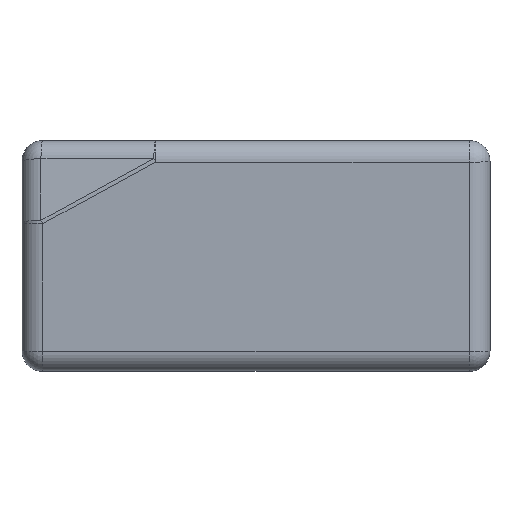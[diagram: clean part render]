
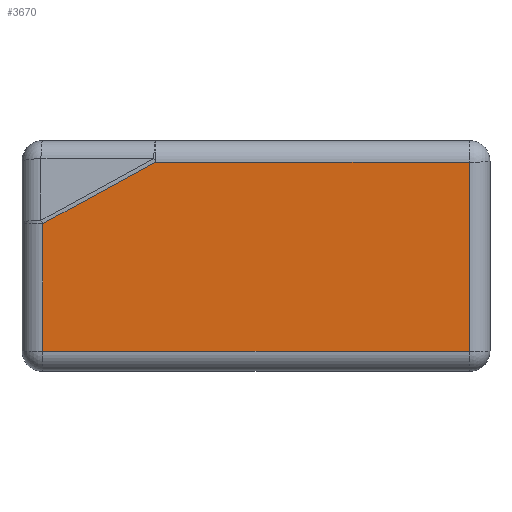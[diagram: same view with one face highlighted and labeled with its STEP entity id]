
A CAD part, top view. The second image highlights one B-rep face of the part: STEP entity #3670.
In plain terms, the highlighted planar face has unit normal (0, -0.04, 0.999).
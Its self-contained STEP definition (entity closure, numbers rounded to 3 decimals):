
#128 = CYLINDRICAL_SURFACE('',#129,6.765);
#129 = AXIS2_PLACEMENT_3D('',#130,#131,#132);
#130 = CARTESIAN_POINT('',(55.,-6.765,10.959));
#131 = DIRECTION('',(1.,0.,0.));
#132 = DIRECTION('',(0.,-0.04,0.999));
#1402 = VERTEX_POINT('',#1403);
#1403 = CARTESIAN_POINT('',(43.428,-7.035,
    17.719));
#1427 = VERTEX_POINT('',#1428);
#1428 = CARTESIAN_POINT('',(145.235,-7.035,17.719));
#1450 = EDGE_CURVE('',#1402,#1427,#1451,.T.);
#1451 = SURFACE_CURVE('',#1452,(#1456,#1463),.PCURVE_S1.);
#1452 = LINE('',#1453,#1454);
#1453 = CARTESIAN_POINT('',(55.,-7.035,17.719));
#1454 = VECTOR('',#1455,1.);
#1455 = DIRECTION('',(1.,0.,0.));
#1456 = PCURVE('',#128,#1457);
#1457 = DEFINITIONAL_REPRESENTATION('',(#1458),#1462);
#1458 = LINE('',#1459,#1460);
#1459 = CARTESIAN_POINT('',(-0.,0.));
#1460 = VECTOR('',#1461,1.);
#1461 = DIRECTION('',(-0.,1.));
#1462 = ( GEOMETRIC_REPRESENTATION_CONTEXT(2) 
PARAMETRIC_REPRESENTATION_CONTEXT() REPRESENTATION_CONTEXT('2D SPACE',''
  ) );
#1463 = PCURVE('',#1464,#1469);
#1464 = PLANE('',#1465);
#1465 = AXIS2_PLACEMENT_3D('',#1466,#1467,#1468);
#1466 = CARTESIAN_POINT('',(0.,-75.,15.));
#1467 = DIRECTION('',(0.,-0.04,0.999));
#1468 = DIRECTION('',(0.,0.999,0.04));
#1469 = DEFINITIONAL_REPRESENTATION('',(#1470),#1474);
#1470 = LINE('',#1471,#1472);
#1471 = CARTESIAN_POINT('',(68.019,-55.));
#1472 = VECTOR('',#1473,1.);
#1473 = DIRECTION('',(0.,-1.));
#1474 = ( GEOMETRIC_REPRESENTATION_CONTEXT(2) 
PARAMETRIC_REPRESENTATION_CONTEXT() REPRESENTATION_CONTEXT('2D SPACE',''
  ) );
#1525 = CYLINDRICAL_SURFACE('',#1526,6.765);
#1526 = AXIS2_PLACEMENT_3D('',#1527,#1528,#1529);
#1527 = CARTESIAN_POINT('',(6.765,-74.73,8.24));
#1528 = DIRECTION('',(0.,0.999,0.04));
#1529 = DIRECTION('',(0.,-0.04,0.999));
#1579 = CYLINDRICAL_SURFACE('',#1580,6.765);
#1580 = AXIS2_PLACEMENT_3D('',#1581,#1582,#1583);
#1581 = CARTESIAN_POINT('',(145.235,-74.73,8.24));
#1582 = DIRECTION('',(0.,0.999,0.04));
#1583 = DIRECTION('',(0.,-0.04,0.999));
#1741 = CYLINDRICAL_SURFACE('',#1742,6.765);
#1742 = AXIS2_PLACEMENT_3D('',#1743,#1744,#1745);
#1743 = CARTESIAN_POINT('',(0.,-68.235,8.5));
#1744 = DIRECTION('',(1.,0.,0.));
#1745 = DIRECTION('',(0.,-1.,0.));
#3611 = CYLINDRICAL_SURFACE('',#3612,6.765);
#3612 = AXIS2_PLACEMENT_3D('',#3613,#3614,#3615);
#3613 = CARTESIAN_POINT('',(0.307,-30.267,
    10.019));
#3614 = DIRECTION('',(0.878,0.478,0.019)
  );
#3615 = DIRECTION('',(0.,-0.04,
    0.999));
#3670 = ADVANCED_FACE('',(#3671),#1464,.T.);
#3671 = FACE_BOUND('',#3672,.T.);
#3672 = EDGE_LOOP('',(#3673,#3698,#3721,#3742,#3743));
#3673 = ORIENTED_EDGE('',*,*,#3674,.F.);
#3674 = EDGE_CURVE('',#3675,#3677,#3679,.T.);
#3675 = VERTEX_POINT('',#3676);
#3676 = CARTESIAN_POINT('',(6.765,-68.505,15.26));
#3677 = VERTEX_POINT('',#3678);
#3678 = CARTESIAN_POINT('',(6.765,-27.018,16.919));
#3679 = SURFACE_CURVE('',#3680,(#3684,#3691),.PCURVE_S1.);
#3680 = LINE('',#3681,#3682);
#3681 = CARTESIAN_POINT('',(6.765,-75.,15.));
#3682 = VECTOR('',#3683,1.);
#3683 = DIRECTION('',(0.,0.999,0.04));
#3684 = PCURVE('',#1464,#3685);
#3685 = DEFINITIONAL_REPRESENTATION('',(#3686),#3690);
#3686 = LINE('',#3687,#3688);
#3687 = CARTESIAN_POINT('',(0.,-6.765));
#3688 = VECTOR('',#3689,1.);
#3689 = DIRECTION('',(1.,0.));
#3690 = ( GEOMETRIC_REPRESENTATION_CONTEXT(2) 
PARAMETRIC_REPRESENTATION_CONTEXT() REPRESENTATION_CONTEXT('2D SPACE',''
  ) );
#3691 = PCURVE('',#1525,#3692);
#3692 = DEFINITIONAL_REPRESENTATION('',(#3693),#3697);
#3693 = LINE('',#3694,#3695);
#3694 = CARTESIAN_POINT('',(-0.,0.));
#3695 = VECTOR('',#3696,1.);
#3696 = DIRECTION('',(-0.,1.));
#3697 = ( GEOMETRIC_REPRESENTATION_CONTEXT(2) 
PARAMETRIC_REPRESENTATION_CONTEXT() REPRESENTATION_CONTEXT('2D SPACE',''
  ) );
#3698 = ORIENTED_EDGE('',*,*,#3699,.T.);
#3699 = EDGE_CURVE('',#3675,#3700,#3702,.T.);
#3700 = VERTEX_POINT('',#3701);
#3701 = CARTESIAN_POINT('',(145.235,-68.505,15.26));
#3702 = SURFACE_CURVE('',#3703,(#3707,#3714),.PCURVE_S1.);
#3703 = LINE('',#3704,#3705);
#3704 = CARTESIAN_POINT('',(0.,-68.505,15.26)
  );
#3705 = VECTOR('',#3706,1.);
#3706 = DIRECTION('',(1.,0.,0.));
#3707 = PCURVE('',#1464,#3708);
#3708 = DEFINITIONAL_REPRESENTATION('',(#3709),#3713);
#3709 = LINE('',#3710,#3711);
#3710 = CARTESIAN_POINT('',(6.5,0.));
#3711 = VECTOR('',#3712,1.);
#3712 = DIRECTION('',(0.,-1.));
#3713 = ( GEOMETRIC_REPRESENTATION_CONTEXT(2) 
PARAMETRIC_REPRESENTATION_CONTEXT() REPRESENTATION_CONTEXT('2D SPACE',''
  ) );
#3714 = PCURVE('',#1741,#3715);
#3715 = DEFINITIONAL_REPRESENTATION('',(#3716),#3720);
#3716 = LINE('',#3717,#3718);
#3717 = CARTESIAN_POINT('',(-1.531,0.));
#3718 = VECTOR('',#3719,1.);
#3719 = DIRECTION('',(-0.,1.));
#3720 = ( GEOMETRIC_REPRESENTATION_CONTEXT(2) 
PARAMETRIC_REPRESENTATION_CONTEXT() REPRESENTATION_CONTEXT('2D SPACE',''
  ) );
#3721 = ORIENTED_EDGE('',*,*,#3722,.T.);
#3722 = EDGE_CURVE('',#3700,#1427,#3723,.T.);
#3723 = SURFACE_CURVE('',#3724,(#3728,#3735),.PCURVE_S1.);
#3724 = LINE('',#3725,#3726);
#3725 = CARTESIAN_POINT('',(145.235,-75.,15.));
#3726 = VECTOR('',#3727,1.);
#3727 = DIRECTION('',(0.,0.999,0.04));
#3728 = PCURVE('',#1464,#3729);
#3729 = DEFINITIONAL_REPRESENTATION('',(#3730),#3734);
#3730 = LINE('',#3731,#3732);
#3731 = CARTESIAN_POINT('',(0.,-145.235));
#3732 = VECTOR('',#3733,1.);
#3733 = DIRECTION('',(1.,0.));
#3734 = ( GEOMETRIC_REPRESENTATION_CONTEXT(2) 
PARAMETRIC_REPRESENTATION_CONTEXT() REPRESENTATION_CONTEXT('2D SPACE',''
  ) );
#3735 = PCURVE('',#1579,#3736);
#3736 = DEFINITIONAL_REPRESENTATION('',(#3737),#3741);
#3737 = LINE('',#3738,#3739);
#3738 = CARTESIAN_POINT('',(0.,0.));
#3739 = VECTOR('',#3740,1.);
#3740 = DIRECTION('',(0.,1.));
#3741 = ( GEOMETRIC_REPRESENTATION_CONTEXT(2) 
PARAMETRIC_REPRESENTATION_CONTEXT() REPRESENTATION_CONTEXT('2D SPACE',''
  ) );
#3742 = ORIENTED_EDGE('',*,*,#1450,.F.);
#3743 = ORIENTED_EDGE('',*,*,#3744,.F.);
#3744 = EDGE_CURVE('',#3677,#1402,#3745,.T.);
#3745 = SURFACE_CURVE('',#3746,(#3750,#3757),.PCURVE_S1.);
#3746 = LINE('',#3747,#3748);
#3747 = CARTESIAN_POINT('',(0.307,-30.538,
    16.778));
#3748 = VECTOR('',#3749,1.);
#3749 = DIRECTION('',(0.878,0.478,0.019)
  );
#3750 = PCURVE('',#1464,#3751);
#3751 = DEFINITIONAL_REPRESENTATION('',(#3752),#3756);
#3752 = LINE('',#3753,#3754);
#3753 = CARTESIAN_POINT('',(44.498,-0.307));
#3754 = VECTOR('',#3755,1.);
#3755 = DIRECTION('',(0.479,-0.878));
#3756 = ( GEOMETRIC_REPRESENTATION_CONTEXT(2) 
PARAMETRIC_REPRESENTATION_CONTEXT() REPRESENTATION_CONTEXT('2D SPACE',''
  ) );
#3757 = PCURVE('',#3611,#3758);
#3758 = DEFINITIONAL_REPRESENTATION('',(#3759),#3763);
#3759 = LINE('',#3760,#3761);
#3760 = CARTESIAN_POINT('',(-0.,0.));
#3761 = VECTOR('',#3762,1.);
#3762 = DIRECTION('',(-0.,1.));
#3763 = ( GEOMETRIC_REPRESENTATION_CONTEXT(2) 
PARAMETRIC_REPRESENTATION_CONTEXT() REPRESENTATION_CONTEXT('2D SPACE',''
  ) );
